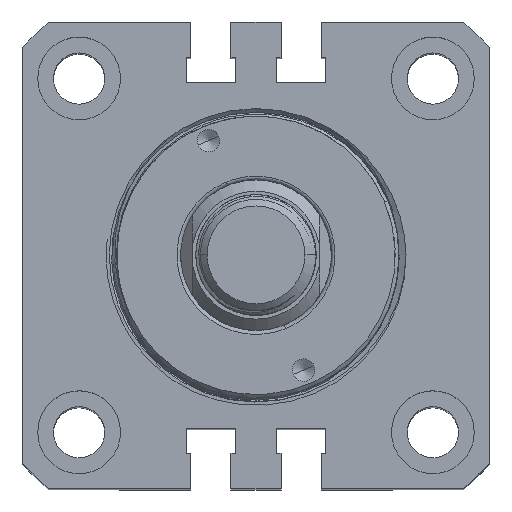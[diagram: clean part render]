
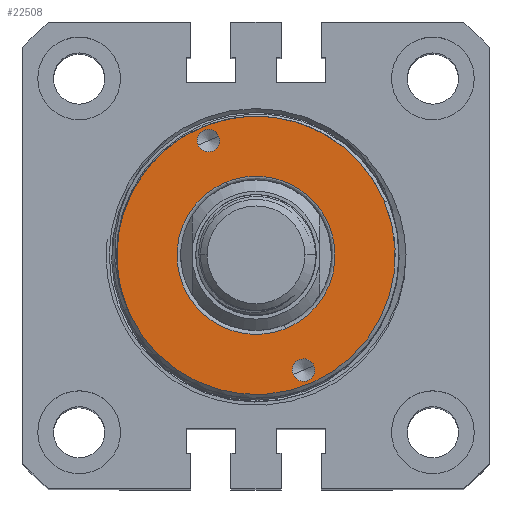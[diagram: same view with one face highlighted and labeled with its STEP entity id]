
A CAD part, top view. The second image highlights one B-rep face of the part: STEP entity #22508.
In plain terms, the highlighted face is planar.
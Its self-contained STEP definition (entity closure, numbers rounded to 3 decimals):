
#128 = EDGE_CURVE ( 'NONE', #23122, #27986, #1304, .T. ) ;
#568 = ORIENTED_EDGE ( 'NONE', *, *, #6319, .T. ) ;
#712 = AXIS2_PLACEMENT_3D ( 'NONE', #24504, #19236, #30305 ) ;
#997 = EDGE_LOOP ( 'NONE', ( #6089, #17533 ) ) ;
#1304 = B_SPLINE_CURVE_WITH_KNOTS ( 'NONE', 3,
 ( #15269, #18496, #34337, #16197 ),
 .UNSPECIFIED., .F., .F.,
 ( 4, 4 ),
 ( 0., 1. ),
 .UNSPECIFIED. ) ;
#1891 = CARTESIAN_POINT ( 'NONE',  ( 18.492, -0.217, -25. ) ) ;
#2053 = CARTESIAN_POINT ( 'NONE',  ( -0.102, 10.5, -25. ) ) ;
#2361 = CARTESIAN_POINT ( 'NONE',  ( 18.482, -0.417, -25. ) ) ;
#2421 = AXIS2_PLACEMENT_3D ( 'NONE', #21297, #18322, #5001 ) ;
#2642 =( BOUNDED_CURVE ( )  B_SPLINE_CURVE ( 3, ( #18911, #32830, #11152, #19035 ),
 .UNSPECIFIED., .F., .F. ) 
 B_SPLINE_CURVE_WITH_KNOTS ( ( 4, 4 ),
 ( 0.997, 1. ),
 .UNSPECIFIED. ) 
 CURVE ( )  GEOMETRIC_REPRESENTATION_ITEM ( )  RATIONAL_B_SPLINE_CURVE ( ( 1., 1., 1., 1. ) ) 
 REPRESENTATION_ITEM ( '' )  );
#3108 = EDGE_LOOP ( 'NONE', ( #568, #8804 ) ) ;
#3375 = FACE_BOUND ( 'NONE', #997, .T. ) ;
#3733 = ORIENTED_EDGE ( 'NONE', *, *, #19746, .F. ) ;
#4060 = EDGE_CURVE ( 'NONE', #27986, #13579, #27969, .T. ) ;
#4440 = AXIS2_PLACEMENT_3D ( 'NONE', #10735, #8012, #29690 ) ;
#4514 = VERTEX_POINT ( 'NONE', #11168 ) ;
#5001 = DIRECTION ( 'NONE',  ( 1., 0., 0. ) ) ;
#6089 = ORIENTED_EDGE ( 'NONE', *, *, #16266, .T. ) ;
#6307 = CARTESIAN_POINT ( 'NONE',  ( 0., 10.5, -25. ) ) ;
#6319 = EDGE_CURVE ( 'NONE', #15751, #23681, #8888, .T. ) ;
#7034 = AXIS2_PLACEMENT_3D ( 'NONE', #22043, #25157, #25044 ) ;
#7473 = VERTEX_POINT ( 'NONE', #32757 ) ;
#7482 = CARTESIAN_POINT ( 'NONE',  ( 18.482, -0.417, -25. ) ) ;
#7912 = VERTEX_POINT ( 'NONE', #25112 ) ;
#8012 = DIRECTION ( 'NONE',  ( 0., 0., 1. ) ) ;
#8639 = CIRCLE ( 'NONE', #712, 1.5 ) ;
#8804 = ORIENTED_EDGE ( 'NONE', *, *, #26038, .T. ) ;
#8888 = CIRCLE ( 'NONE', #29301, 1.5 ) ;
#9385 = AXIS2_PLACEMENT_3D ( 'NONE', #22933, #34088, #31477 ) ;
#9687 = CARTESIAN_POINT ( 'NONE',  ( -0.102, 10.5, -25. ) ) ;
#10180 = EDGE_CURVE ( 'NONE', #7473, #23104, #22835, .T. ) ;
#10735 = CARTESIAN_POINT ( 'NONE',  ( 0., -16.5, -25. ) ) ;
#10802 = ORIENTED_EDGE ( 'NONE', *, *, #27381, .F. ) ;
#11086 = DIRECTION ( 'NONE',  ( 0., 0., 1. ) ) ;
#11152 = CARTESIAN_POINT ( 'NONE',  ( 0.034, -10.5, -25. ) ) ;
#11168 = CARTESIAN_POINT ( 'NONE',  ( 18.499, 0.184, -25. ) ) ;
#11202 = CARTESIAN_POINT ( 'NONE',  ( 0., 16.5, -25. ) ) ;
#11262 = ORIENTED_EDGE ( 'NONE', *, *, #28816, .F. ) ;
#11648 = DIRECTION ( 'NONE',  ( 0., 0., -1. ) ) ;
#12417 = EDGE_LOOP ( 'NONE', ( #14326, #30341, #27161, #33871 ) ) ;
#12632 = CARTESIAN_POINT ( 'NONE',  ( 0., 10.5, -25. ) ) ;
#12795 = CIRCLE ( 'NONE', #2421, 18.5 ) ;
#12997 = CIRCLE ( 'NONE', #9385, 1.5 ) ;
#13094 = FACE_BOUND ( 'NONE', #34966, .T. ) ;
#13579 = VERTEX_POINT ( 'NONE', #24021 ) ;
#14326 = ORIENTED_EDGE ( 'NONE', *, *, #4060, .T. ) ;
#15269 = CARTESIAN_POINT ( 'NONE',  ( 18.482, -0.417, -25. ) ) ;
#15307 = CARTESIAN_POINT ( 'NONE',  ( 18.499, 0.184, -25. ) ) ;
#15421 = CARTESIAN_POINT ( 'NONE',  ( 18.497, -0.017, -25. ) ) ;
#15751 = VERTEX_POINT ( 'NONE', #23458 ) ;
#16067 =( BOUNDED_CURVE ( )  B_SPLINE_CURVE ( 3, ( #6307, #19421, #22857, #31170 ),
 .UNSPECIFIED., .F., .F. ) 
 B_SPLINE_CURVE_WITH_KNOTS ( ( 4, 4 ),
 ( 0., 0.997 ),
 .UNSPECIFIED. ) 
 CURVE ( )  GEOMETRIC_REPRESENTATION_ITEM ( )  RATIONAL_B_SPLINE_CURVE ( ( 1., 0.337, 0.337, 1. ) ) 
 REPRESENTATION_ITEM ( '' )  );
#16197 = CARTESIAN_POINT ( 'NONE',  ( 18.472, -1.018, -24.999 ) ) ;
#16266 = EDGE_CURVE ( 'NONE', #23104, #7473, #8639, .T. ) ;
#16527 =( BOUNDED_CURVE ( )  B_SPLINE_CURVE ( 3, ( #9687, #23406, #31841, #12632 ),
 .UNSPECIFIED., .F., .F. ) 
 B_SPLINE_CURVE_WITH_KNOTS ( ( 4, 4 ),
 ( 0.997, 1. ),
 .UNSPECIFIED. ) 
 CURVE ( )  GEOMETRIC_REPRESENTATION_ITEM ( )  RATIONAL_B_SPLINE_CURVE ( ( 1., 1., 1., 1. ) ) 
 REPRESENTATION_ITEM ( '' )  );
#16910 = DIRECTION ( 'NONE',  ( 1., 0., 0. ) ) ;
#16917 = DIRECTION ( 'NONE',  ( -1., 0., 0. ) ) ;
#17488 = VERTEX_POINT ( 'NONE', #18842 ) ;
#17533 = ORIENTED_EDGE ( 'NONE', *, *, #10180, .T. ) ;
#18054 = EDGE_CURVE ( 'NONE', #13579, #4514, #12795, .T. ) ;
#18322 = DIRECTION ( 'NONE',  ( 0., 0., -1. ) ) ;
#18496 = CARTESIAN_POINT ( 'NONE',  ( 18.482, -0.617, -25. ) ) ;
#18842 = CARTESIAN_POINT ( 'NONE',  ( 0., -10.5, -25. ) ) ;
#18911 = CARTESIAN_POINT ( 'NONE',  ( 0.102, -10.5, -25. ) ) ;
#19035 = CARTESIAN_POINT ( 'NONE',  ( 0., -10.5, -25. ) ) ;
#19236 = DIRECTION ( 'NONE',  ( 0., 0., 1. ) ) ;
#19421 = CARTESIAN_POINT ( 'NONE',  ( 20.797, 10.5, -25. ) ) ;
#19746 = EDGE_CURVE ( 'NONE', #24704, #7912, #16527, .T. ) ;
#19891 = VERTEX_POINT ( 'NONE', #24129 ) ;
#20829 = CARTESIAN_POINT ( 'NONE',  ( 1.5, -16.5, -25. ) ) ;
#20855 = CARTESIAN_POINT ( 'NONE',  ( -20.898, 10.297, -25. ) ) ;
#20969 = CARTESIAN_POINT ( 'NONE',  ( -20.797, -10.5, -25. ) ) ;
#21264 = ORIENTED_EDGE ( 'NONE', *, *, #21791, .F. ) ;
#21297 = CARTESIAN_POINT ( 'NONE',  ( 0., 0., -25. ) ) ;
#21791 = EDGE_CURVE ( 'NONE', #7912, #19891, #16067, .T. ) ;
#22043 = CARTESIAN_POINT ( 'NONE',  ( 0., 0., -25. ) ) ;
#22414 = PLANE ( 'NONE',  #7034 ) ;
#22508 = ADVANCED_FACE ( 'NONE', ( #3375, #22969, #13094, #28483 ), #22414, .T. ) ;
#22835 = CIRCLE ( 'NONE', #4440, 1.5 ) ;
#22857 = CARTESIAN_POINT ( 'NONE',  ( 20.898, -10.297, -25. ) ) ;
#22933 = CARTESIAN_POINT ( 'NONE',  ( 0., 16.5, -25. ) ) ;
#22969 = FACE_BOUND ( 'NONE', #3108, .T. ) ;
#23104 = VERTEX_POINT ( 'NONE', #20829 ) ;
#23122 = VERTEX_POINT ( 'NONE', #7482 ) ;
#23406 = CARTESIAN_POINT ( 'NONE',  ( -0.068, 10.5, -25. ) ) ;
#23458 = CARTESIAN_POINT ( 'NONE',  ( -1.5, 16.5, -25. ) ) ;
#23602 = CARTESIAN_POINT ( 'NONE',  ( 0., -10.5, -25. ) ) ;
#23681 = VERTEX_POINT ( 'NONE', #26359 ) ;
#23822 =( BOUNDED_CURVE ( )  B_SPLINE_CURVE ( 3, ( #23602, #20969, #20855, #2053 ),
 .UNSPECIFIED., .F., .F. ) 
 B_SPLINE_CURVE_WITH_KNOTS ( ( 4, 4 ),
 ( 0., 0.997 ),
 .UNSPECIFIED. ) 
 CURVE ( )  GEOMETRIC_REPRESENTATION_ITEM ( )  RATIONAL_B_SPLINE_CURVE ( ( 1., 0.337, 0.337, 1. ) ) 
 REPRESENTATION_ITEM ( '' )  );
#24021 = CARTESIAN_POINT ( 'NONE',  ( -18.5, 0., -25. ) ) ;
#24129 = CARTESIAN_POINT ( 'NONE',  ( 0.102, -10.5, -25. ) ) ;
#24283 = CARTESIAN_POINT ( 'NONE',  ( -0.102, 10.5, -25. ) ) ;
#24504 = CARTESIAN_POINT ( 'NONE',  ( 0., -16.5, -25. ) ) ;
#24704 = VERTEX_POINT ( 'NONE', #24283 ) ;
#25044 = DIRECTION ( 'NONE',  ( -1., 0., 0. ) ) ;
#25112 = CARTESIAN_POINT ( 'NONE',  ( 0., 10.5, -25. ) ) ;
#25157 = DIRECTION ( 'NONE',  ( 0., 0., -1. ) ) ;
#25267 = CARTESIAN_POINT ( 'NONE',  ( 0., 0., -25. ) ) ;
#26038 = EDGE_CURVE ( 'NONE', #23681, #15751, #12997, .T. ) ;
#26359 = CARTESIAN_POINT ( 'NONE',  ( 1.5, 16.5, -25. ) ) ;
#27161 = ORIENTED_EDGE ( 'NONE', *, *, #28197, .T. ) ;
#27381 = EDGE_CURVE ( 'NONE', #17488, #24704, #23822, .T. ) ;
#27505 = B_SPLINE_CURVE_WITH_KNOTS ( 'NONE', 3,
 ( #15307, #15421, #1891, #2361 ),
 .UNSPECIFIED., .F., .F.,
 ( 4, 4 ),
 ( 0., 1. ),
 .UNSPECIFIED. ) ;
#27969 = CIRCLE ( 'NONE', #30874, 18.5 ) ;
#27986 = VERTEX_POINT ( 'NONE', #28799 ) ;
#28197 = EDGE_CURVE ( 'NONE', #4514, #23122, #27505, .T. ) ;
#28483 = FACE_OUTER_BOUND ( 'NONE', #12417, .T. ) ;
#28799 = CARTESIAN_POINT ( 'NONE',  ( 18.472, -1.018, -24.999 ) ) ;
#28816 = EDGE_CURVE ( 'NONE', #19891, #17488, #2642, .T. ) ;
#29301 = AXIS2_PLACEMENT_3D ( 'NONE', #11202, #11086, #16917 ) ;
#29690 = DIRECTION ( 'NONE',  ( 1., 0., 0. ) ) ;
#30305 = DIRECTION ( 'NONE',  ( 1., 0., 0. ) ) ;
#30341 = ORIENTED_EDGE ( 'NONE', *, *, #18054, .T. ) ;
#30874 = AXIS2_PLACEMENT_3D ( 'NONE', #25267, #11648, #16910 ) ;
#31170 = CARTESIAN_POINT ( 'NONE',  ( 0.102, -10.5, -25. ) ) ;
#31477 = DIRECTION ( 'NONE',  ( -1., 0., 0. ) ) ;
#31841 = CARTESIAN_POINT ( 'NONE',  ( -0.034, 10.5, -25. ) ) ;
#32757 = CARTESIAN_POINT ( 'NONE',  ( -1.5, -16.5, -25. ) ) ;
#32830 = CARTESIAN_POINT ( 'NONE',  ( 0.068, -10.5, -25. ) ) ;
#33871 = ORIENTED_EDGE ( 'NONE', *, *, #128, .T. ) ;
#34088 = DIRECTION ( 'NONE',  ( 0., 0., 1. ) ) ;
#34337 = CARTESIAN_POINT ( 'NONE',  ( 18.479, -0.818, -25. ) ) ;
#34966 = EDGE_LOOP ( 'NONE', ( #21264, #3733, #10802, #11262 ) ) ;
